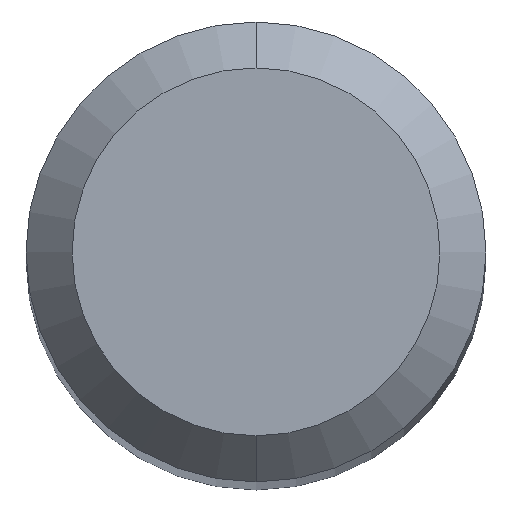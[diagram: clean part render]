
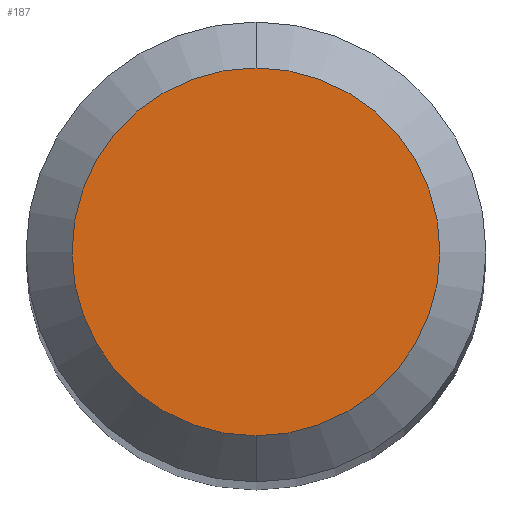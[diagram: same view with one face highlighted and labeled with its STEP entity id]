
A CAD part, top view. The second image highlights one B-rep face of the part: STEP entity #187.
In plain terms, the highlighted planar face has unit normal (0, 0, 1).
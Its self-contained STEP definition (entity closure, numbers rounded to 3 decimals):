
#187=ADVANCED_FACE('',(#495),#496,.T.);
#191=VERTEX_POINT('',#500);
#315=EDGE_CURVE('',#369,#191,#635,.T.);
#369=VERTEX_POINT('',#700);
#439=EDGE_CURVE('',#191,#369,#774,.T.);
#495=FACE_OUTER_BOUND('',#829,.T.);
#496=PLANE('',#830);
#500=CARTESIAN_POINT('',(0.,-1.2,0.0));
#635=CIRCLE('',#1125,1.2);
#700=CARTESIAN_POINT('',(0.0,1.2,0.0));
#774=CIRCLE('',#1406,1.2);
#829=EDGE_LOOP('',(#1459,#1460));
#830=AXIS2_PLACEMENT_3D('',#1461,#1462,#1463);
#1125=AXIS2_PLACEMENT_3D('',#1617,#1618,#1619);
#1406=AXIS2_PLACEMENT_3D('',#1778,#1779,#1780);
#1459=ORIENTED_EDGE('',*,*,#315,.F.);
#1460=ORIENTED_EDGE('',*,*,#439,.F.);
#1461=CARTESIAN_POINT('',(0.0,0.6,0.0));
#1462=DIRECTION('',(-0.0,0.0,1.0));
#1463=DIRECTION('',(0.0,-1.0,0.0));
#1617=CARTESIAN_POINT('',(0.0,0.0,0.0));
#1618=DIRECTION('',(0.0,0.0,-1.0));
#1619=DIRECTION('',(0.0,1.0,0.0));
#1778=CARTESIAN_POINT('',(0.0,0.0,0.0));
#1779=DIRECTION('',(0.0,0.0,-1.0));
#1780=DIRECTION('',(0.0,1.0,0.0));
